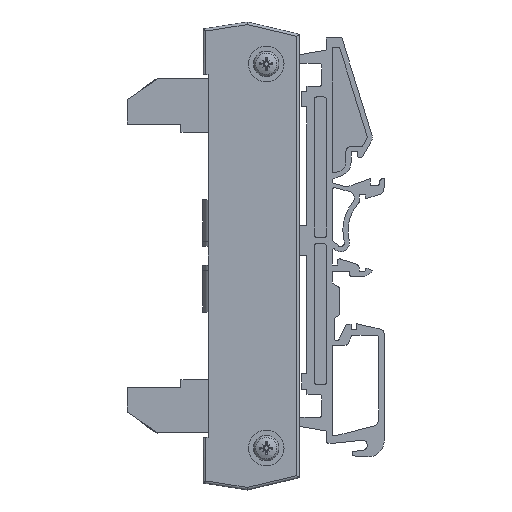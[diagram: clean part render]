
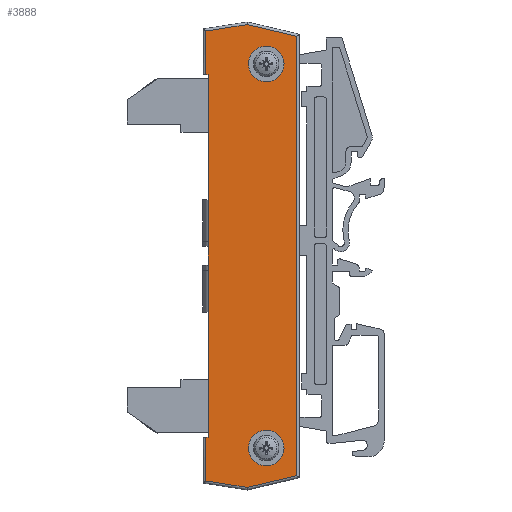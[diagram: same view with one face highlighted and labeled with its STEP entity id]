
A CAD part, left-side view. The second image highlights one B-rep face of the part: STEP entity #3888.
In plain terms, the highlighted face is planar.
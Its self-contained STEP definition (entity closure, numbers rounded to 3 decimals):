
#3427=CARTESIAN_POINT('',(-16.628,6.238,5.0));
#3428=VERTEX_POINT('',#3427);
#3435=CARTESIAN_POINT('',(54.672,6.238,5.0));
#3436=VERTEX_POINT('',#3435);
#3437=CARTESIAN_POINT('',(54.672,6.238,5.0));
#3438=DIRECTION('',(-1.0,0.0,0.0));
#3439=VECTOR('',#3438,71.3);
#3440=LINE('',#3437,#3439);
#3441=EDGE_CURVE('',#3436,#3428,#3440,.T.);
#3684=CARTESIAN_POINT('',(60.272,-5.162,5.0));
#3685=VERTEX_POINT('',#3684);
#3686=CARTESIAN_POINT('',(56.772,-5.162,5.0));
#3687=DIRECTION('',(0.0,0.0,-1.0));
#3688=DIRECTION('',(-1.0,0.0,0.0));
#3689=AXIS2_PLACEMENT_3D('',#3686,#3687,#3688);
#3690=CIRCLE('',#3689,3.5);
#3691=EDGE_CURVE('',#3685,#3685,#3690,.T.);
#3724=CARTESIAN_POINT('',(-15.228,-5.162,5.0));
#3725=VERTEX_POINT('',#3724);
#3726=CARTESIAN_POINT('',(-18.728,-5.162,5.0));
#3727=DIRECTION('',(0.0,0.0,-1.0));
#3728=DIRECTION('',(-1.0,0.0,0.0));
#3729=AXIS2_PLACEMENT_3D('',#3726,#3727,#3728);
#3730=CIRCLE('',#3729,3.5);
#3731=EDGE_CURVE('',#3725,#3725,#3730,.T.);
#3765=CARTESIAN_POINT('',(54.672,6.738,5.0));
#3766=VERTEX_POINT('',#3765);
#3767=CARTESIAN_POINT('',(54.672,6.738,5.0));
#3768=DIRECTION('',(0.0,-1.0,0.0));
#3769=VECTOR('',#3768,0.5);
#3770=LINE('',#3767,#3769);
#3771=EDGE_CURVE('',#3766,#3436,#3770,.T.);
#3796=CARTESIAN_POINT('',(-16.628,6.738,5.0));
#3797=VERTEX_POINT('',#3796);
#3805=CARTESIAN_POINT('',(-16.628,6.238,5.0));
#3806=DIRECTION('',(0.0,1.0,0.0));
#3807=VECTOR('',#3806,0.5);
#3808=LINE('',#3805,#3807);
#3809=EDGE_CURVE('',#3428,#3797,#3808,.T.);
#3818=CARTESIAN_POINT('',(19.022,-2.126,5.0));
#3819=DIRECTION('',(0.0,0.0,1.0));
#3820=DIRECTION('',(1.0,0.0,0.0));
#3821=AXIS2_PLACEMENT_3D('',#3818,#3819,#3820);
#3822=PLANE('',#3821);
#3823=ORIENTED_EDGE('',*,*,#3771,.T.);
#3824=ORIENTED_EDGE('',*,*,#3441,.T.);
#3825=ORIENTED_EDGE('',*,*,#3809,.T.);
#3826=CARTESIAN_POINT('',(-25.176,6.738,5.0));
#3827=VERTEX_POINT('',#3826);
#3828=CARTESIAN_POINT('',(-25.176,6.738,5.0));
#3829=DIRECTION('',(1.0,0.0,0.0));
#3830=VECTOR('',#3829,8.548);
#3831=LINE('',#3828,#3830);
#3832=EDGE_CURVE('',#3827,#3797,#3831,.T.);
#3833=ORIENTED_EDGE('',*,*,#3832,.F.);
#3834=CARTESIAN_POINT('',(-26.459,-1.405,5.0));
#3835=VERTEX_POINT('',#3834);
#3836=CARTESIAN_POINT('',(-26.459,-1.405,5.0));
#3837=DIRECTION('',(0.156,0.988,0.0));
#3838=VECTOR('',#3837,8.244);
#3839=LINE('',#3836,#3838);
#3840=EDGE_CURVE('',#3835,#3827,#3839,.T.);
#3841=ORIENTED_EDGE('',*,*,#3840,.F.);
#3842=CARTESIAN_POINT('',(-24.157,-11.162,5.0));
#3843=VERTEX_POINT('',#3842);
#3844=CARTESIAN_POINT('',(-24.157,-11.162,5.0));
#3845=DIRECTION('',(-0.23,0.973,0.0));
#3846=VECTOR('',#3845,10.024);
#3847=LINE('',#3844,#3846);
#3848=EDGE_CURVE('',#3843,#3835,#3847,.T.);
#3849=ORIENTED_EDGE('',*,*,#3848,.F.);
#3850=CARTESIAN_POINT('',(62.201,-11.162,5.0));
#3851=VERTEX_POINT('',#3850);
#3852=CARTESIAN_POINT('',(62.201,-11.162,5.0));
#3853=DIRECTION('',(-1.0,0.0,0.0));
#3854=VECTOR('',#3853,86.358);
#3855=LINE('',#3852,#3854);
#3856=EDGE_CURVE('',#3851,#3843,#3855,.T.);
#3857=ORIENTED_EDGE('',*,*,#3856,.F.);
#3858=CARTESIAN_POINT('',(64.503,-1.405,5.0));
#3859=VERTEX_POINT('',#3858);
#3860=CARTESIAN_POINT('',(64.503,-1.405,5.0));
#3861=DIRECTION('',(-0.23,-0.973,0.0));
#3862=VECTOR('',#3861,10.024);
#3863=LINE('',#3860,#3862);
#3864=EDGE_CURVE('',#3859,#3851,#3863,.T.);
#3865=ORIENTED_EDGE('',*,*,#3864,.F.);
#3866=CARTESIAN_POINT('',(63.22,6.738,5.0));
#3867=VERTEX_POINT('',#3866);
#3868=CARTESIAN_POINT('',(63.22,6.738,5.0));
#3869=DIRECTION('',(0.156,-0.988,0.0));
#3870=VECTOR('',#3869,8.244);
#3871=LINE('',#3868,#3870);
#3872=EDGE_CURVE('',#3867,#3859,#3871,.T.);
#3873=ORIENTED_EDGE('',*,*,#3872,.F.);
#3874=CARTESIAN_POINT('',(54.672,6.738,5.0));
#3875=DIRECTION('',(1.0,0.0,0.0));
#3876=VECTOR('',#3875,8.548);
#3877=LINE('',#3874,#3876);
#3878=EDGE_CURVE('',#3766,#3867,#3877,.T.);
#3879=ORIENTED_EDGE('',*,*,#3878,.F.);
#3880=EDGE_LOOP('',(#3823,#3824,#3825,#3833,#3841,#3849,#3857,#3865,#3873,#3879));
#3881=FACE_OUTER_BOUND('',#3880,.T.);
#3882=ORIENTED_EDGE('',*,*,#3691,.T.);
#3883=EDGE_LOOP('',(#3882));
#3884=FACE_BOUND('',#3883,.T.);
#3885=ORIENTED_EDGE('',*,*,#3731,.T.);
#3886=EDGE_LOOP('',(#3885));
#3887=FACE_BOUND('',#3886,.T.);
#3888=ADVANCED_FACE('',(#3881,#3884,#3887),#3822,.T.);
